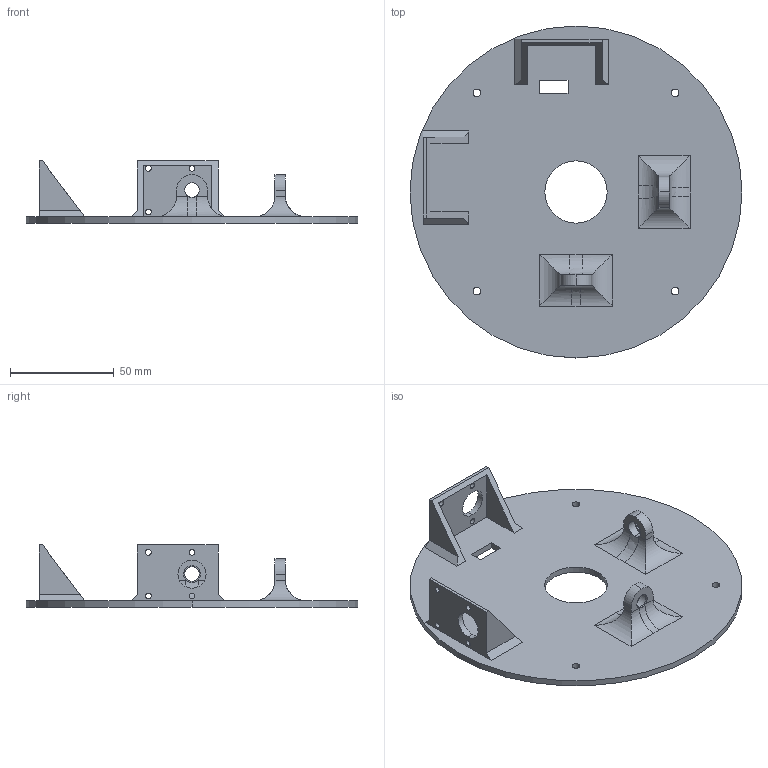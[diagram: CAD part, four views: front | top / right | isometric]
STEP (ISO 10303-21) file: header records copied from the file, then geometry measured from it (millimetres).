
FILE_DESCRIPTION (( 'STEP AP214' ), '1' );
FILE_NAME ('waist_frame_ver2.STEP', '2024-12-06T17:18:08', ( '' ), ( '' ), 'SwSTEP 2.0', 'SolidWorks 2024', '' );
FILE_SCHEMA (( 'AUTOMOTIVE_DESIGN' ));
Length unit declared in the file: millimetre
Products named in the file (1): waist_frame_ver2
Bounding box: 160 x 160 x 30 mm (x, y, z)
Volume: 70978.1 mm3; surface area: 47781.3 mm2
Topology: 1 solids, 1 shells, 96 faces, 260 edges, 168 vertices
Faces by surface type: cylinder 56, plane 36, bspline 4
Entity records: 3327 total; most frequent: CARTESIAN_POINT 765, DIRECTION 538, ORIENTED_EDGE 520, EDGE_CURVE 260, AXIS2_PLACEMENT_3D 197, VERTEX_POINT 168, LINE 144, VECTOR 144
